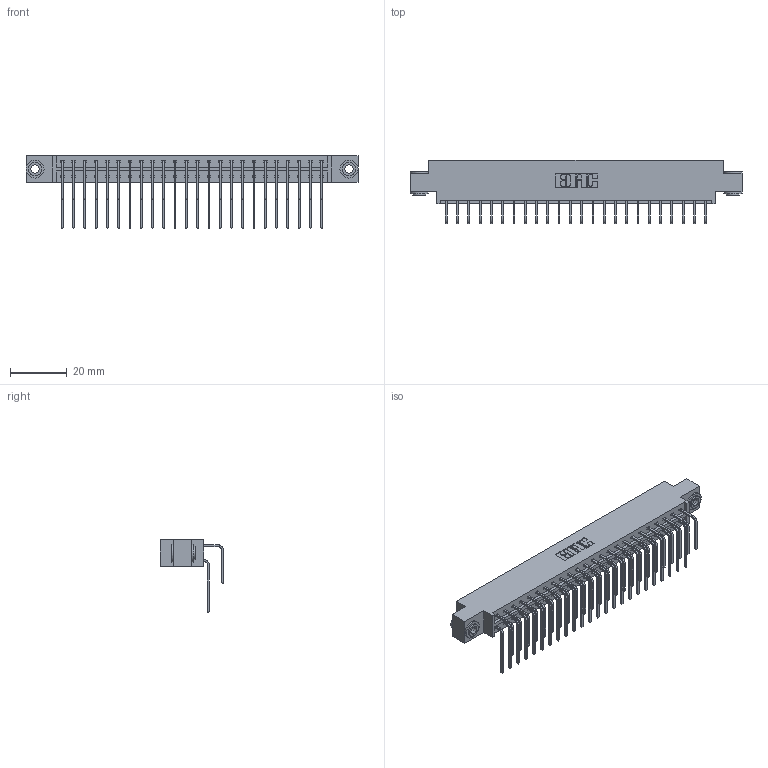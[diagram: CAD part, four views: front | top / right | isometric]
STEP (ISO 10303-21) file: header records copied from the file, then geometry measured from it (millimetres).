
FILE_DESCRIPTION (( 'STEP AP203' ), '1' );
FILE_NAME ('833-048-558-803.STEP', '2020-06-04T16:36:19', ( '' ), ( '' ), 'SwSTEP 2.0', 'SolidWorks 2020', '' );
FILE_SCHEMA (( 'CONFIG_CONTROL_DESIGN' ));
Length unit declared in the file: inch
Products named in the file (5): 833-048-558-803; 345-250-002_345-250-002-102; 345-292-001_558 Tail - 2; 345-292-001_558 559 Tail - 1; 833 Part_Offset - .156 Dia - TH
Assembly tree (51 placements, depth 2):
  833-048-558-803
    833 Part_Offset - .156 Dia - TH
    345-292-001_558 559 Tail - 1  x24
    345-292-001_558 Tail - 2  x24
    345-250-002_345-250-002-102  x2
Bounding box: 116.64 x 22.17 x 25.53 mm (x, y, z)
Volume: 11808.1 mm3; surface area: 15587.7 mm2
Topology: 51 solids, 51 shells, 2748 faces, 8127 edges, 5350 vertices
Faces by surface type: plane 1908, cylinder 832, cone 8
Entity records: 20334 total; most frequent: CARTESIAN_POINT 3420, ORIENTED_EDGE 3298, DIRECTION 2967, EDGE_CURVE 1649, LINE 1457, VECTOR 1457, VERTEX_POINT 1094, AXIS2_PLACEMENT_3D 755
